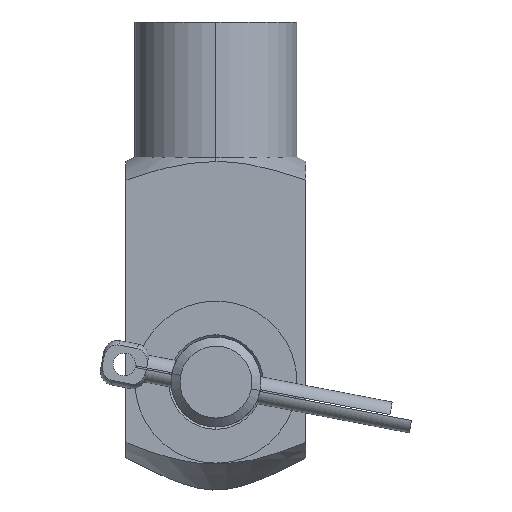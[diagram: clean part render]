
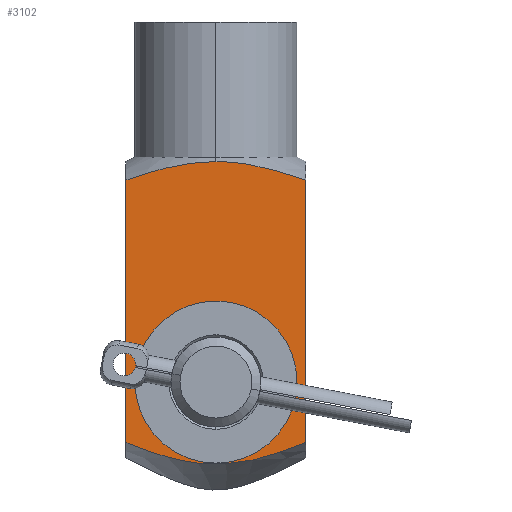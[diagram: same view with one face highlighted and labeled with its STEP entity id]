
A CAD part, left-side view. The second image highlights one B-rep face of the part: STEP entity #3102.
In plain terms, the highlighted planar face has unit normal (-1, 0, 0).
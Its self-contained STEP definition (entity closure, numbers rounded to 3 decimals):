
#71 = B_SPLINE_CURVE_WITH_KNOTS ( 'NONE', 3,
 ( #1114, #1930, #1875, #2185, #3169, #2647, #1354, #2168, #1367, #619, #2929, #892, #599, #3180, #1661, #3158, #2897, #1915, #2439, #1625 ),
 .UNSPECIFIED., .F., .F.,
 ( 4, 2, 2, 2, 2, 2, 2, 2, 2, 4 ),
 ( 0., 0.003, 0.005, 0.008, 0.009, 0.01, 0.013, 0.015, 0.018, 0.021 ),
 .UNSPECIFIED. ) ;
#143 = VERTEX_POINT ( 'NONE', #1848 ) ;
#187 = CARTESIAN_POINT ( 'NONE',  ( -10., -3.408, 36.233 ) ) ;
#231 = CARTESIAN_POINT ( 'NONE',  ( -10., 10., -15. ) ) ;
#259 = CARTESIAN_POINT ( 'NONE',  ( -10., -10., 5.278 ) ) ;
#383 = FACE_OUTER_BOUND ( 'NONE', #1884, .T. ) ;
#467 = VERTEX_POINT ( 'NONE', #2291 ) ;
#481 = DIRECTION ( 'NONE',  ( 0., -1., 0. ) ) ;
#560 = VECTOR ( 'NONE', #1984, 1000. ) ;
#599 = CARTESIAN_POINT ( 'NONE',  ( -10., 1.714, 2.952 ) ) ;
#619 = CARTESIAN_POINT ( 'NONE',  ( -10., -0.863, 2.903 ) ) ;
#671 = CARTESIAN_POINT ( 'NONE',  ( -10., 8.38, 35.002 ) ) ;
#683 = DIRECTION ( 'NONE',  ( 0., -1., 0. ) ) ;
#733 = DIRECTION ( 'NONE',  ( -1., 0., 0. ) ) ;
#749 = CARTESIAN_POINT ( 'NONE',  ( -10., -6.74, 35.516 ) ) ;
#773 = EDGE_CURVE ( 'NONE', #2858, #1031, #1707, .T. ) ;
#826 = CIRCLE ( 'NONE', #3210, 5.5 ) ;
#850 = CARTESIAN_POINT ( 'NONE',  ( -10., 10., 34.429 ) ) ;
#892 = CARTESIAN_POINT ( 'NONE',  ( -10., 0.86, 2.887 ) ) ;
#929 = CIRCLE ( 'NONE', #1758, 5.5 ) ;
#997 = CARTESIAN_POINT ( 'NONE',  ( -10., -4.246, 36.081 ) ) ;
#1004 = CARTESIAN_POINT ( 'NONE',  ( -10., -10., 34.429 ) ) ;
#1031 = VERTEX_POINT ( 'NONE', #850 ) ;
#1044 = EDGE_CURVE ( 'NONE', #2502, #2858, #71, .T. ) ;
#1069 = FACE_BOUND ( 'NONE', #2841, .T. ) ;
#1114 = CARTESIAN_POINT ( 'NONE',  ( -10., -10., 5.278 ) ) ;
#1118 = CARTESIAN_POINT ( 'NONE',  ( -10., -10., -15. ) ) ;
#1292 = LINE ( 'NONE', #1118, #1904 ) ;
#1327 = ORIENTED_EDGE ( 'NONE', *, *, #1044, .F. ) ;
#1354 = CARTESIAN_POINT ( 'NONE',  ( -10., -3.448, 3.202 ) ) ;
#1367 = CARTESIAN_POINT ( 'NONE',  ( -10., -1.73, 2.967 ) ) ;
#1457 = CARTESIAN_POINT ( 'NONE',  ( -10., 0., 36.5 ) ) ;
#1525 = ORIENTED_EDGE ( 'NONE', *, *, #1769, .T. ) ;
#1586 = EDGE_CURVE ( 'NONE', #467, #2502, #1292, .T. ) ;
#1616 = DIRECTION ( 'NONE',  ( 0., 0., -1. ) ) ;
#1625 = CARTESIAN_POINT ( 'NONE',  ( -10., 10., 5.278 ) ) ;
#1638 = ORIENTED_EDGE ( 'NONE', *, *, #2043, .F. ) ;
#1661 = CARTESIAN_POINT ( 'NONE',  ( -10., 4.25, 3.372 ) ) ;
#1702 = DIRECTION ( 'NONE',  ( 1., 0., 0. ) ) ;
#1707 = LINE ( 'NONE', #2494, #560 ) ;
#1758 = AXIS2_PLACEMENT_3D ( 'NONE', #2222, #1702, #683 ) ;
#1769 = EDGE_CURVE ( 'NONE', #143, #2609, #929, .T. ) ;
#1793 = CARTESIAN_POINT ( 'NONE',  ( -10., 0., 12. ) ) ;
#1848 = CARTESIAN_POINT ( 'NONE',  ( -10., 0., 6.5 ) ) ;
#1875 = CARTESIAN_POINT ( 'NONE',  ( -10., -8.394, 4.642 ) ) ;
#1884 = EDGE_LOOP ( 'NONE', ( #1638, #2424, #1327, #3250, #3131 ) ) ;
#1904 = VECTOR ( 'NONE', #1616, 1000. ) ;
#1912 = B_SPLINE_CURVE_WITH_KNOTS ( 'NONE', 3,
 ( #2554, #3277, #3292, #187, #997, #749, #3048, #1004 ),
 .UNSPECIFIED., .F., .F.,
 ( 4, 2, 2, 4 ),
 ( 0., 0.003, 0.005, 0.01 ),
 .UNSPECIFIED. ) ;
#1915 = CARTESIAN_POINT ( 'NONE',  ( -10., 8.389, 4.64 ) ) ;
#1930 = CARTESIAN_POINT ( 'NONE',  ( -10., -9.2, 4.951 ) ) ;
#1984 = DIRECTION ( 'NONE',  ( 0., 0., 1. ) ) ;
#1991 = CARTESIAN_POINT ( 'NONE',  ( -10., 1.738, 36.5 ) ) ;
#2028 = PLANE ( 'NONE',  #2544 ) ;
#2043 = EDGE_CURVE ( 'NONE', #1031, #3049, #2166, .T. ) ;
#2076 = DIRECTION ( 'NONE',  ( 1., 0., 0. ) ) ;
#2166 = B_SPLINE_CURVE_WITH_KNOTS ( 'NONE', 3,
 ( #2255, #671, #3227, #2268, #1991, #1457 ),
 .UNSPECIFIED., .F., .F.,
 ( 4, 2, 4 ),
 ( -0.01, -0.005, 0. ),
 .UNSPECIFIED. ) ;
#2168 = CARTESIAN_POINT ( 'NONE',  ( -10., -2.164, 3.016 ) ) ;
#2185 = CARTESIAN_POINT ( 'NONE',  ( -10., -6.769, 4.075 ) ) ;
#2222 = CARTESIAN_POINT ( 'NONE',  ( -10., 0., 12. ) ) ;
#2255 = CARTESIAN_POINT ( 'NONE',  ( -10., 10., 34.429 ) ) ;
#2268 = CARTESIAN_POINT ( 'NONE',  ( -10., 3.428, 36.266 ) ) ;
#2291 = CARTESIAN_POINT ( 'NONE',  ( -10., -10., 34.429 ) ) ;
#2330 = DIRECTION ( 'NONE',  ( 0., -1., 0. ) ) ;
#2381 = EDGE_CURVE ( 'NONE', #3049, #467, #1912, .T. ) ;
#2424 = ORIENTED_EDGE ( 'NONE', *, *, #773, .F. ) ;
#2439 = CARTESIAN_POINT ( 'NONE',  ( -10., 9.197, 4.95 ) ) ;
#2494 = CARTESIAN_POINT ( 'NONE',  ( -10., 10., -15. ) ) ;
#2500 = CARTESIAN_POINT ( 'NONE',  ( -10., 0., 17.5 ) ) ;
#2502 = VERTEX_POINT ( 'NONE', #259 ) ;
#2544 = AXIS2_PLACEMENT_3D ( 'NONE', #231, #733, #481 ) ;
#2552 = EDGE_CURVE ( 'NONE', #2609, #143, #826, .T. ) ;
#2554 = CARTESIAN_POINT ( 'NONE',  ( -10., 0., 36.5 ) ) ;
#2609 = VERTEX_POINT ( 'NONE', #2500 ) ;
#2611 = ORIENTED_EDGE ( 'NONE', *, *, #2552, .T. ) ;
#2647 = CARTESIAN_POINT ( 'NONE',  ( -10., -4.289, 3.381 ) ) ;
#2841 = EDGE_LOOP ( 'NONE', ( #2611, #1525 ) ) ;
#2858 = VERTEX_POINT ( 'NONE', #3107 ) ;
#2897 = CARTESIAN_POINT ( 'NONE',  ( -10., 6.753, 4.07 ) ) ;
#2929 = CARTESIAN_POINT ( 'NONE',  ( -10., -0.431, 2.887 ) ) ;
#2949 = CARTESIAN_POINT ( 'NONE',  ( -10., 0., 36.5 ) ) ;
#3048 = CARTESIAN_POINT ( 'NONE',  ( -10., -8.382, 35.001 ) ) ;
#3049 = VERTEX_POINT ( 'NONE', #2949 ) ;
#3102 = ADVANCED_FACE ( 'NONE', ( #1069, #383 ), #2028, .T. ) ;
#3107 = CARTESIAN_POINT ( 'NONE',  ( -10., 10., 5.278 ) ) ;
#3131 = ORIENTED_EDGE ( 'NONE', *, *, #2381, .F. ) ;
#3158 = CARTESIAN_POINT ( 'NONE',  ( -10., 5.923, 3.81 ) ) ;
#3169 = CARTESIAN_POINT ( 'NONE',  ( -10., -5.95, 3.818 ) ) ;
#3180 = CARTESIAN_POINT ( 'NONE',  ( -10., 3.409, 3.194 ) ) ;
#3210 = AXIS2_PLACEMENT_3D ( 'NONE', #1793, #2076, #2330 ) ;
#3227 = CARTESIAN_POINT ( 'NONE',  ( -10., 6.748, 35.514 ) ) ;
#3250 = ORIENTED_EDGE ( 'NONE', *, *, #1586, .F. ) ;
#3277 = CARTESIAN_POINT ( 'NONE',  ( -10., -0.863, 36.5 ) ) ;
#3292 = CARTESIAN_POINT ( 'NONE',  ( -10., -1.717, 36.443 ) ) ;
